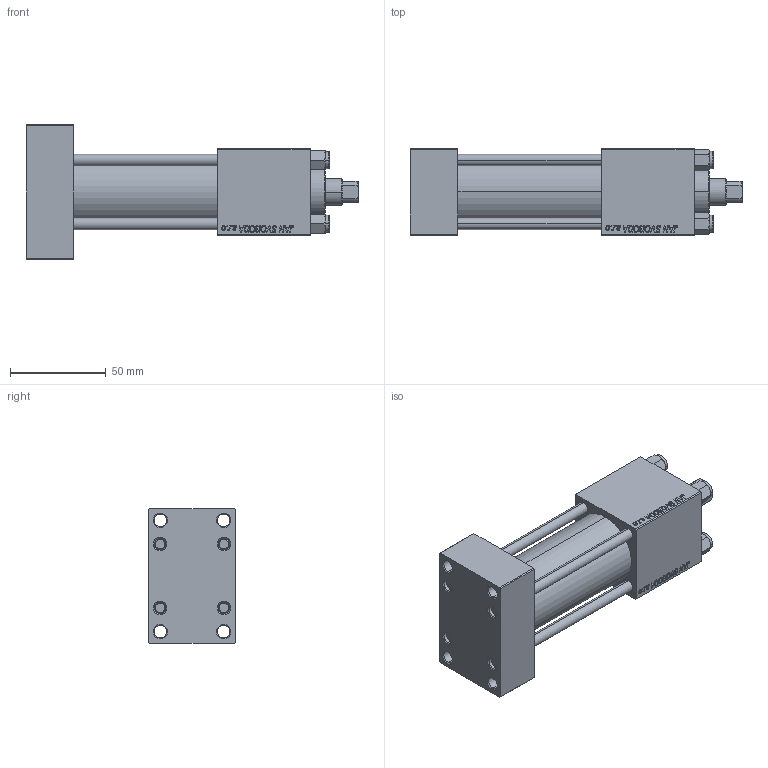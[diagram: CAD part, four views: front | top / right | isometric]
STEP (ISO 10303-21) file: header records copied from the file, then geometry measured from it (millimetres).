
FILE_DESCRIPTION (( 'STEP AP203' ), '1' );
FILE_NAME ('3a1a.STEP', '2023-08-22T22:39:01', ( '' ), ( '' ), 'SwSTEP 2.0', 'SolidWorks 2019', '' );
FILE_SCHEMA (( 'CONFIG_CONTROL_DESIGN' ));
Length unit declared in the file: millimetre
Products named in the file (6): V215CR_E_Body 61aca08f6d912af69a18edd885f51473; V215CR_VCP_E 61aca08f6d912af69a18edd885f51473; V215CR_TYCINKA_E 61aca08f6d912af69a18edd885f51473; V215_VC_A 61aca08f6d912af69a18edd885f51473; 3a1a; NUT_M5_E 61aca08f6d912af69a18edd885f51473
Assembly tree (11 placements, depth 2):
  3a1a
    V215CR_E_Body 61aca08f6d912af69a18edd885f51473
    V215CR_VCP_E 61aca08f6d912af69a18edd885f51473
    V215CR_TYCINKA_E 61aca08f6d912af69a18edd885f51473  x4
    NUT_M5_E 61aca08f6d912af69a18edd885f51473  x4
    V215_VC_A 61aca08f6d912af69a18edd885f51473
Bounding box: 173 x 45 x 70 mm (x, y, z)
Volume: 234995.6 mm3; surface area: 84555.1 mm2
Topology: 11 solids, 11 shells, 1136 faces, 2860 edges, 1849 vertices
Faces by surface type: plane 497, bspline 392, cone 152, cylinder 87, torus 8
Entity records: 49988 total; most frequent: CARTESIAN_POINT 27052, ORIENTED_EDGE 5212, DIRECTION 3278, EDGE_CURVE 2606, VERTEX_POINT 1705, LINE 1560, VECTOR 1560, EDGE_LOOP 1147
